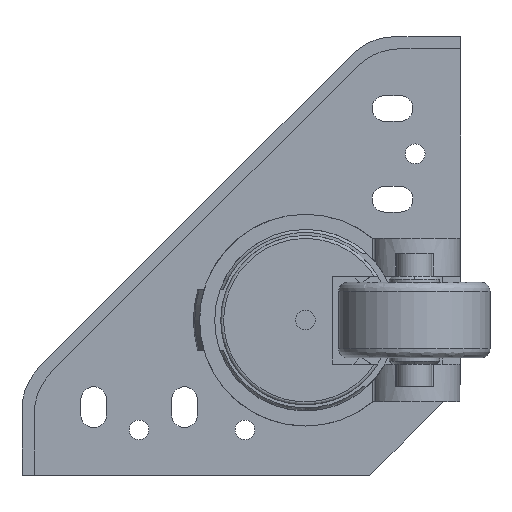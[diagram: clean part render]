
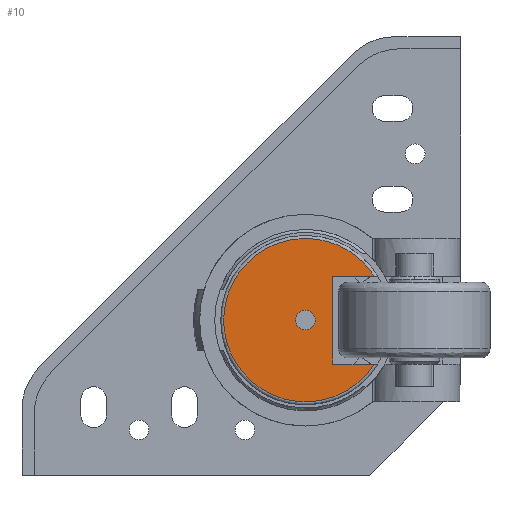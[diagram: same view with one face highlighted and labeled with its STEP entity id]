
A CAD part, front view. The second image highlights one B-rep face of the part: STEP entity #10.
In plain terms, the highlighted planar face has unit normal (0, -1, 0).
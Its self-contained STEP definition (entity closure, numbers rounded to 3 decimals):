
#10 = ADVANCED_FACE ( 'NONE', ( #6269, #6270 ), #10828, .F. ) ;
#468 = CARTESIAN_POINT ( 'NONE',  ( 22.776, -70.67, -14.5 ) ) ;
#484 = CARTESIAN_POINT ( 'NONE',  ( 9., -70.67, -14.5 ) ) ;
#559 = CARTESIAN_POINT ( 'NONE',  ( -3.23, -70.67, 0. ) ) ;
#564 = CARTESIAN_POINT ( 'NONE',  ( 9., -70.67, 14.5 ) ) ;
#565 = CARTESIAN_POINT ( 'NONE',  ( 22.776, -70.67, 14.5 ) ) ;
#569 = CARTESIAN_POINT ( 'NONE',  ( 3.23, -70.67, 0. ) ) ;
#2346 = EDGE_CURVE ( 'NONE', #6429, #6445, #4716, .T. ) ;
#2359 = EDGE_CURVE ( 'NONE', #6452, #6401, #4718, .T. ) ;
#2361 = EDGE_CURVE ( 'NONE', #6415, #6442, #9026, .T. ) ;
#2363 = EDGE_CURVE ( 'NONE', #6401, #6415, #4736, .T. ) ;
#2367 = EDGE_CURVE ( 'NONE', #6442, #6452, #4777, .T. ) ;
#2378 = EDGE_CURVE ( 'NONE', #6445, #6429, #4770, .T. ) ;
#2740 = EDGE_LOOP ( 'NONE', ( #8579, #8587 ) ) ;
#2750 = EDGE_LOOP ( 'NONE', ( #8602, #8598, #8825, #8810 ) ) ;
#3292 = AXIS2_PLACEMENT_3D ( 'NONE', #10859, #10831, #10839 ) ;
#4716 = CIRCLE ( 'NONE', #5894, 3.23 ) ;
#4718 = LINE ( 'NONE', #7075, #4719 ) ;
#4719 = VECTOR ( 'NONE', #7067, 1000. ) ;
#4736 = LINE ( 'NONE', #7083, #4739 ) ;
#4739 = VECTOR ( 'NONE', #7108, 1000. ) ;
#4770 = CIRCLE ( 'NONE', #5964, 3.23 ) ;
#4777 = LINE ( 'NONE', #7116, #4814 ) ;
#4814 = VECTOR ( 'NONE', #7119, 1000. ) ;
#5894 = AXIS2_PLACEMENT_3D ( 'NONE', #8008, #8009, #7970 ) ;
#5964 = AXIS2_PLACEMENT_3D ( 'NONE', #7177, #7182, #7150 ) ;
#6269 = FACE_OUTER_BOUND ( 'NONE', #2750, .T. ) ;
#6270 = FACE_BOUND ( 'NONE', #2740, .T. ) ;
#6401 = VERTEX_POINT ( 'NONE', #484 ) ;
#6415 = VERTEX_POINT ( 'NONE', #468 ) ;
#6429 = VERTEX_POINT ( 'NONE', #559 ) ;
#6442 = VERTEX_POINT ( 'NONE', #565 ) ;
#6445 = VERTEX_POINT ( 'NONE', #569 ) ;
#6452 = VERTEX_POINT ( 'NONE', #564 ) ;
#7067 = DIRECTION ( 'NONE',  ( 0., 0., -1. ) ) ;
#7072 = CARTESIAN_POINT ( 'NONE',  ( 22.776, -70.67, -14.5 ) ) ;
#7075 = CARTESIAN_POINT ( 'NONE',  ( 9., -70.67, -14.5 ) ) ;
#7082 = CARTESIAN_POINT ( 'NONE',  ( -27., -70.67, -33.248 ) ) ;
#7083 = CARTESIAN_POINT ( 'NONE',  ( 26.263, -70.67, -14.5 ) ) ;
#7093 = CARTESIAN_POINT ( 'NONE',  ( 4.921, -70.67, -42.546 ) ) ;
#7094 = CARTESIAN_POINT ( 'NONE',  ( -27., -70.67, 0. ) ) ;
#7096 = CARTESIAN_POINT ( 'NONE',  ( -27., -70.67, 33.248 ) ) ;
#7097 = CARTESIAN_POINT ( 'NONE',  ( 4.921, -70.67, 42.546 ) ) ;
#7098 = CARTESIAN_POINT ( 'NONE',  ( 22.776, -70.67, 14.5 ) ) ;
#7108 = DIRECTION ( 'NONE',  ( 1., 0., 0. ) ) ;
#7116 = CARTESIAN_POINT ( 'NONE',  ( 9., -70.67, 14.5 ) ) ;
#7119 = DIRECTION ( 'NONE',  ( -1., 0., 0. ) ) ;
#7150 = DIRECTION ( 'NONE',  ( -1., 0., 0. ) ) ;
#7177 = CARTESIAN_POINT ( 'NONE',  ( 0., -70.67, 0. ) ) ;
#7182 = DIRECTION ( 'NONE',  ( 0., -1., 0. ) ) ;
#7970 = DIRECTION ( 'NONE',  ( -1., 0., 0. ) ) ;
#8008 = CARTESIAN_POINT ( 'NONE',  ( 0., -70.67, 0. ) ) ;
#8009 = DIRECTION ( 'NONE',  ( 0., -1., 0. ) ) ;
#8579 = ORIENTED_EDGE ( 'NONE', *, *, #2346, .F. ) ;
#8587 = ORIENTED_EDGE ( 'NONE', *, *, #2378, .F. ) ;
#8598 = ORIENTED_EDGE ( 'NONE', *, *, #2363, .F. ) ;
#8602 = ORIENTED_EDGE ( 'NONE', *, *, #2361, .F. ) ;
#8810 = ORIENTED_EDGE ( 'NONE', *, *, #2367, .F. ) ;
#8825 = ORIENTED_EDGE ( 'NONE', *, *, #2359, .F. ) ;
#9026 =( BOUNDED_CURVE ( )  B_SPLINE_CURVE ( 3, ( #7072, #7093, #7082, #7094, #7096, #7097, #7098 ),
 .UNSPECIFIED., .F., .F. ) 
 B_SPLINE_CURVE_WITH_KNOTS ( ( 4, 3, 4 ),
 ( 0., 0.5, 1. ),
 .UNSPECIFIED. ) 
 CURVE ( )  GEOMETRIC_REPRESENTATION_ITEM ( )  RATIONAL_B_SPLINE_CURVE ( ( 1., 0.52, 0.52, 1., 0.52, 0.52, 1. ) ) 
 REPRESENTATION_ITEM ( '' )  );
#10828 = PLANE ( 'NONE',  #3292 ) ;
#10831 = DIRECTION ( 'NONE',  ( 0., 1., 0. ) ) ;
#10839 = DIRECTION ( 'NONE',  ( -1., 0., 0. ) ) ;
#10859 = CARTESIAN_POINT ( 'NONE',  ( 0., -70.67, -27. ) ) ;
